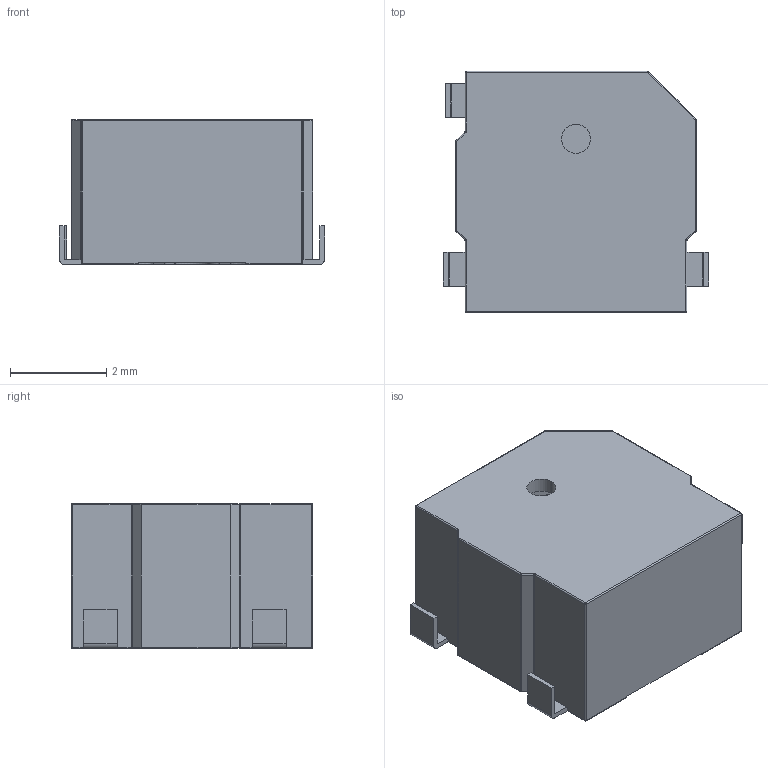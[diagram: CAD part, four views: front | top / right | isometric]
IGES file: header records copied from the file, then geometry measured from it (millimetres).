
Global section: file name: No Iges File Name specified; native system: Autodesk Inventor 2011; preprocessor: AutoDesk Inventor Iges Exporter R2011; author: Dunn; date: 20120111.085020; units: millimetre
Bounding box: 5.5 x 5 x 3 mm (x, y, z)
Volume: 50.5 mm3; surface area: 216 mm2
Topology: 2 solids, 2 shells, 178 faces, 444 edges, 262 vertices
Faces by surface type: plane 84, cylinder 44, revolution 21, sphere 16, bspline 7, torus 6
